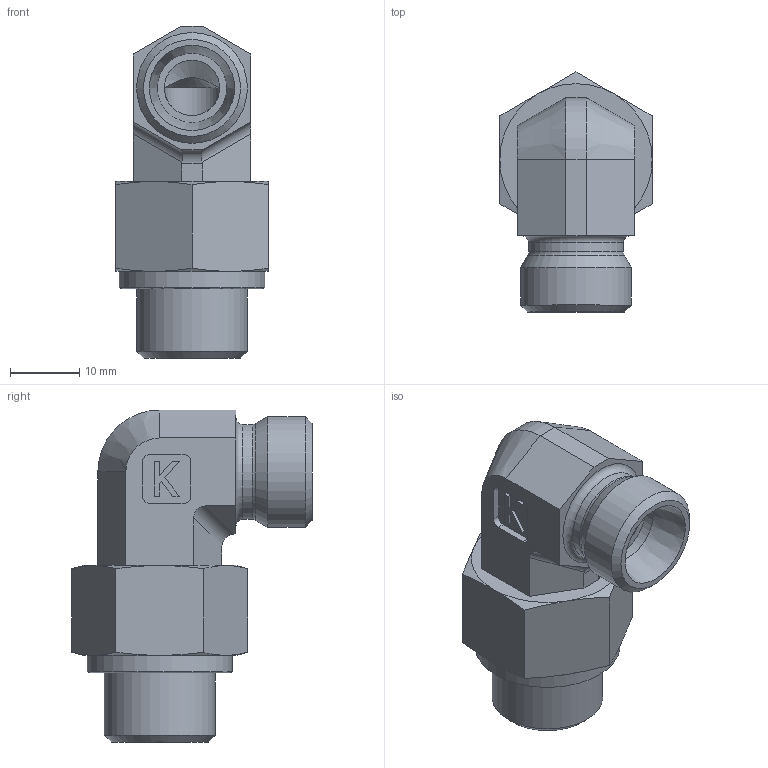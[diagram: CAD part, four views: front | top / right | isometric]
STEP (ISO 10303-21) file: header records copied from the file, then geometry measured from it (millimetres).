
FILE_DESCRIPTION((''),'2;1');
FILE_NAME('671511616.stp','2015-02-06T14:04:03',(''),('KNOMI spol. s r. o.'),'Autodesk Inventor 2012','Autodesk Inventor 2012','');
FILE_SCHEMA(('AUTOMOTIVE_DESIGN { 1 2 10303 214 0 1 1 1 }'));
Length unit declared in the file: millimetre
Products named in the file (3): ÚPS M16/M16 B; 6785101616; 6755116
Assembly tree (2 placements, depth 2):
  ÚPS M16/M16 B
    6785101616
    6755116
Bounding box: 22 x 34.7 x 47.95 mm (x, y, z)
Volume: 13091.6 mm3; surface area: 7426 mm2
Topology: 2 solids, 2 shells, 92 faces, 218 edges, 136 vertices
Faces by surface type: plane 46, cone 26, cylinder 18, torus 2
Full cylindrical faces by diameter (mm): 8 x2, 10 x1, 13.7 x1, 14.376 x1, 15.999 x1, 16 x3, 21 x1
Entity records: 2597 total; most frequent: CARTESIAN_POINT 478, DIRECTION 420, ORIENTED_EDGE 378, EDGE_CURVE 189, AXIS2_PLACEMENT_3D 159, VERTEX_POINT 129, EDGE_LOOP 124, VECTOR 102
